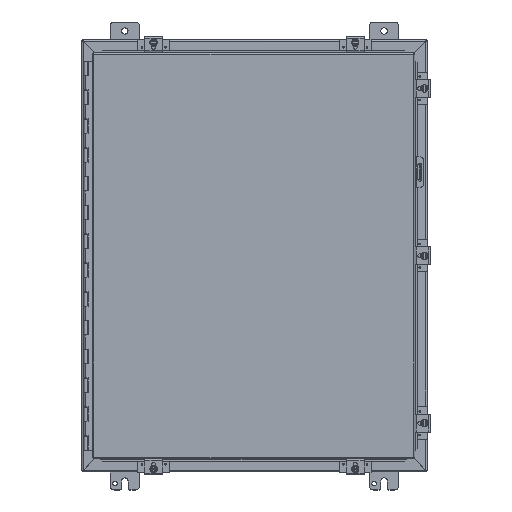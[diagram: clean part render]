
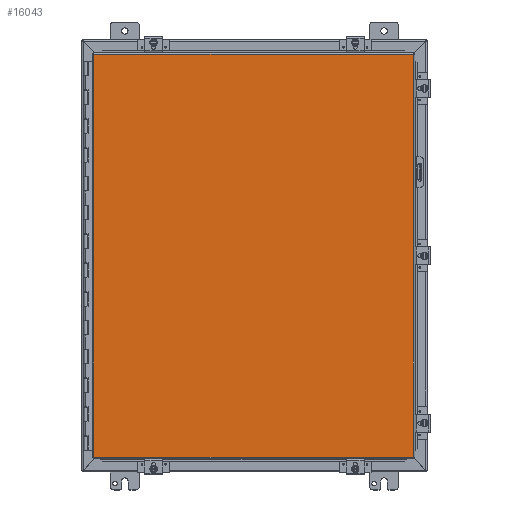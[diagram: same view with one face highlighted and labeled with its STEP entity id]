
A CAD part, top view. The second image highlights one B-rep face of the part: STEP entity #16043.
In plain terms, the highlighted face is planar.
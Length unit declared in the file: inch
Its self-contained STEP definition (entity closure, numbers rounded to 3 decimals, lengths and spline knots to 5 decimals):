
#1873=LINE('',#26389,#3326);
#1879=LINE('',#26510,#3332);
#1889=LINE('',#26663,#3342);
#1892=LINE('',#26696,#3345);
#3326=VECTOR('',#20639,0.3937);
#3332=VECTOR('',#20653,0.3937);
#3342=VECTOR('',#20675,0.3937);
#3345=VECTOR('',#20684,0.3937);
#4612=PLANE('',#17548);
#5363=FACE_OUTER_BOUND('',#6322,.T.);
#6322=EDGE_LOOP('',(#13388,#13389,#13390,#13391));
#8087=VERTEX_POINT('',#26380);
#8088=VERTEX_POINT('',#26388);
#8091=VERTEX_POINT('',#26458);
#8092=VERTEX_POINT('',#26502);
#9941=EDGE_CURVE('',#8088,#8087,#1873,.T.);
#9954=EDGE_CURVE('',#8091,#8092,#1879,.T.);
#9971=EDGE_CURVE('',#8087,#8091,#1889,.T.);
#9975=EDGE_CURVE('',#8092,#8088,#1892,.T.);
#13388=ORIENTED_EDGE('',*,*,#9971,.T.);
#13389=ORIENTED_EDGE('',*,*,#9954,.T.);
#13390=ORIENTED_EDGE('',*,*,#9975,.T.);
#13391=ORIENTED_EDGE('',*,*,#9941,.T.);
#16043=ADVANCED_FACE('',(#5363),#4612,.F.);
#17548=AXIS2_PLACEMENT_3D('',#26776,#20698,#20699);
#20639=DIRECTION('',(-1.,0.,0.));
#20653=DIRECTION('',(1.,0.,0.));
#20675=DIRECTION('',(0.,1.,0.));
#20684=DIRECTION('',(0.,-1.,0.));
#20698=DIRECTION('center_axis',(0.,0.,1.));
#20699=DIRECTION('ref_axis',(1.,0.,0.));
#26380=CARTESIAN_POINT('',(-11.08225,-13.9885,0.));
#26388=CARTESIAN_POINT('',(11.08225,-13.9885,0.));
#26389=CARTESIAN_POINT('',(5.54113,-13.9885,0.));
#26458=CARTESIAN_POINT('',(-11.08225,13.9885,0.));
#26502=CARTESIAN_POINT('',(11.08225,13.9885,0.));
#26510=CARTESIAN_POINT('',(-5.59375,13.9885,0.));
#26663=CARTESIAN_POINT('',(-11.08225,-6.99425,0.));
#26696=CARTESIAN_POINT('',(11.08225,6.99425,0.));
#26776=CARTESIAN_POINT('Origin',(0.,0.,
0.));
